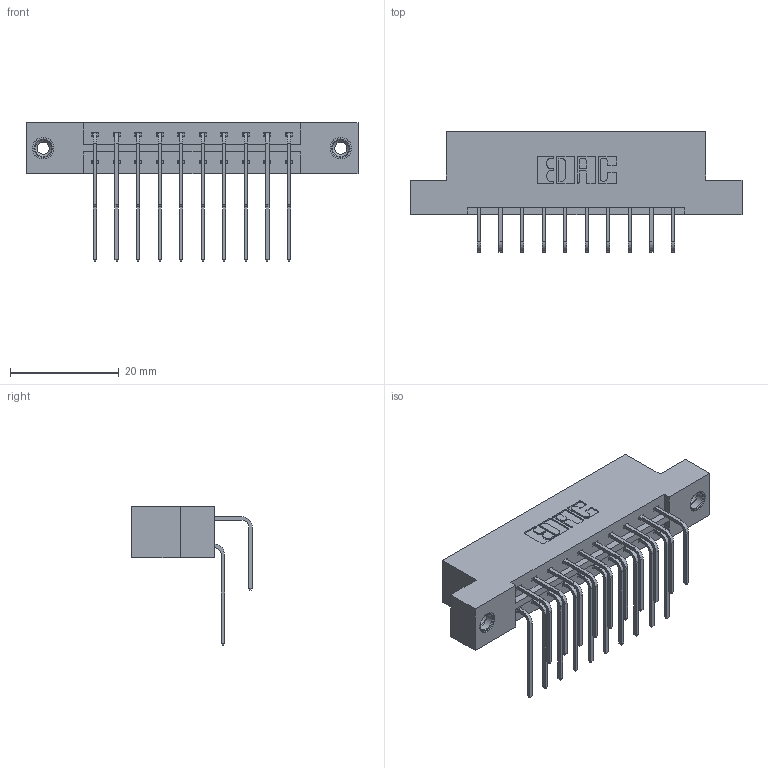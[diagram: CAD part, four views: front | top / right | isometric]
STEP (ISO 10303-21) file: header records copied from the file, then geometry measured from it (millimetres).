
FILE_DESCRIPTION (( 'STEP AP203' ), '1' );
FILE_NAME ('833-020-558-208.STEP', '2020-06-01T13:57:55', ( '' ), ( '' ), 'SwSTEP 2.0', 'SolidWorks 2020', '' );
FILE_SCHEMA (( 'CONFIG_CONTROL_DESIGN' ));
Length unit declared in the file: inch
Products named in the file (5): 345-292-001_558 559 Tail - 1; 833-020-558-208; 833 Part_Flush - .156 Dia - TI; 345-292-001_558 Tail - 2; 345-250-001_345-250-003-102
Assembly tree (23 placements, depth 2):
  833-020-558-208
    833 Part_Flush - .156 Dia - TI
    345-292-001_558 559 Tail - 1  x10
    345-292-001_558 Tail - 2  x10
    345-250-001_345-250-003-102  x2
Bounding box: 61.16 x 22.17 x 25.53 mm (x, y, z)
Volume: 6054 mm3; surface area: 7409.9 mm2
Topology: 23 solids, 23 shells, 1254 faces, 3667 edges, 2410 vertices
Faces by surface type: plane 862, cylinder 376, cone 12, torus 4
Entity records: 13542 total; most frequent: CARTESIAN_POINT 2316, ORIENTED_EDGE 2194, DIRECTION 2047, EDGE_CURVE 1097, LINE 909, VECTOR 909, VERTEX_POINT 724, AXIS2_PLACEMENT_3D 569
